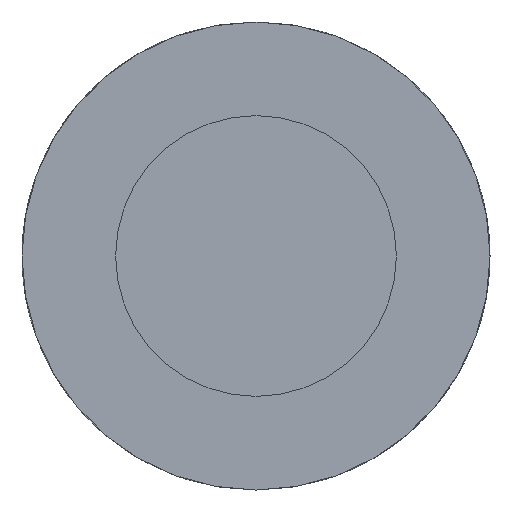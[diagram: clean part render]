
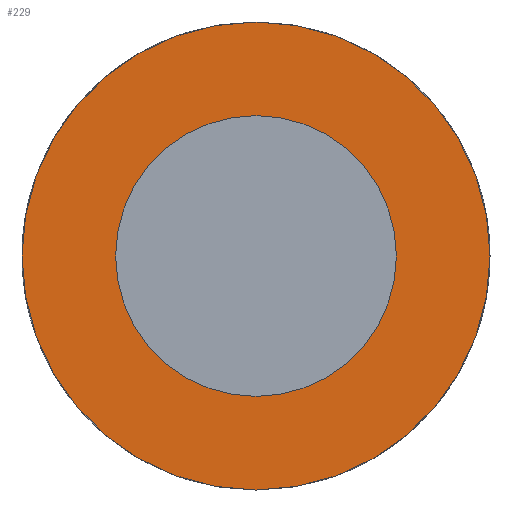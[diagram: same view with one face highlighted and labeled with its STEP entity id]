
A CAD part, front view. The second image highlights one B-rep face of the part: STEP entity #229.
In plain terms, the highlighted planar face has unit normal (0, -1, 0).
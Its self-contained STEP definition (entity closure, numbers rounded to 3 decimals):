
#37 = CIRCLE ( 'NONE', #383, 5. ) ;
#67 = PLANE ( 'NONE',  #528 ) ;
#113 = CIRCLE ( 'NONE', #687, 3. ) ;
#203 = CIRCLE ( 'NONE', #1109, 5. ) ;
#208 = CARTESIAN_POINT ( 'NONE',  ( -3., -5., 0. ) ) ;
#211 = EDGE_CURVE ( 'NONE', #592, #343, #203, .T. ) ;
#229 = ADVANCED_FACE ( 'NONE', ( #851, #694 ), #67, .F. ) ;
#266 = EDGE_LOOP ( 'NONE', ( #410, #475 ) ) ;
#273 = AXIS2_PLACEMENT_3D ( 'NONE', #1115, #910, #335 ) ;
#318 = DIRECTION ( 'NONE',  ( -1., 0., 0. ) ) ;
#335 = DIRECTION ( 'NONE',  ( -1., 0., 0. ) ) ;
#343 = VERTEX_POINT ( 'NONE', #710 ) ;
#383 = AXIS2_PLACEMENT_3D ( 'NONE', #541, #547, #487 ) ;
#410 = ORIENTED_EDGE ( 'NONE', *, *, #509, .T. ) ;
#475 = ORIENTED_EDGE ( 'NONE', *, *, #872, .T. ) ;
#487 = DIRECTION ( 'NONE',  ( -1., 0., 0. ) ) ;
#509 = EDGE_CURVE ( 'NONE', #575, #907, #113, .T. ) ;
#510 = CARTESIAN_POINT ( 'NONE',  ( 5., -5., 0. ) ) ;
#528 = AXIS2_PLACEMENT_3D ( 'NONE', #889, #875, #318 ) ;
#541 = CARTESIAN_POINT ( 'NONE',  ( 0., -5., 0. ) ) ;
#547 = DIRECTION ( 'NONE',  ( 0., 1., 0. ) ) ;
#562 = EDGE_LOOP ( 'NONE', ( #593, #1111 ) ) ;
#575 = VERTEX_POINT ( 'NONE', #208 ) ;
#592 = VERTEX_POINT ( 'NONE', #510 ) ;
#593 = ORIENTED_EDGE ( 'NONE', *, *, #987, .F. ) ;
#687 = AXIS2_PLACEMENT_3D ( 'NONE', #862, #868, #966 ) ;
#694 = FACE_BOUND ( 'NONE', #266, .T. ) ;
#710 = CARTESIAN_POINT ( 'NONE',  ( -5., -5., 0. ) ) ;
#810 = CIRCLE ( 'NONE', #273, 3. ) ;
#826 = CARTESIAN_POINT ( 'NONE',  ( 3., -5., 0. ) ) ;
#851 = FACE_OUTER_BOUND ( 'NONE', #562, .T. ) ;
#862 = CARTESIAN_POINT ( 'NONE',  ( 0., -5., 0. ) ) ;
#868 = DIRECTION ( 'NONE',  ( 0., 1., 0. ) ) ;
#872 = EDGE_CURVE ( 'NONE', #907, #575, #810, .T. ) ;
#875 = DIRECTION ( 'NONE',  ( 0., 1., 0. ) ) ;
#889 = CARTESIAN_POINT ( 'NONE',  ( 5., -5., 0. ) ) ;
#907 = VERTEX_POINT ( 'NONE', #826 ) ;
#908 = CARTESIAN_POINT ( 'NONE',  ( 0., -5., 0. ) ) ;
#910 = DIRECTION ( 'NONE',  ( 0., 1., 0. ) ) ;
#966 = DIRECTION ( 'NONE',  ( -1., 0., 0. ) ) ;
#987 = EDGE_CURVE ( 'NONE', #343, #592, #37, .T. ) ;
#1089 = DIRECTION ( 'NONE',  ( -1., 0., 0. ) ) ;
#1095 = DIRECTION ( 'NONE',  ( 0., 1., 0. ) ) ;
#1109 = AXIS2_PLACEMENT_3D ( 'NONE', #908, #1095, #1089 ) ;
#1111 = ORIENTED_EDGE ( 'NONE', *, *, #211, .F. ) ;
#1115 = CARTESIAN_POINT ( 'NONE',  ( 0., -5., 0. ) ) ;
